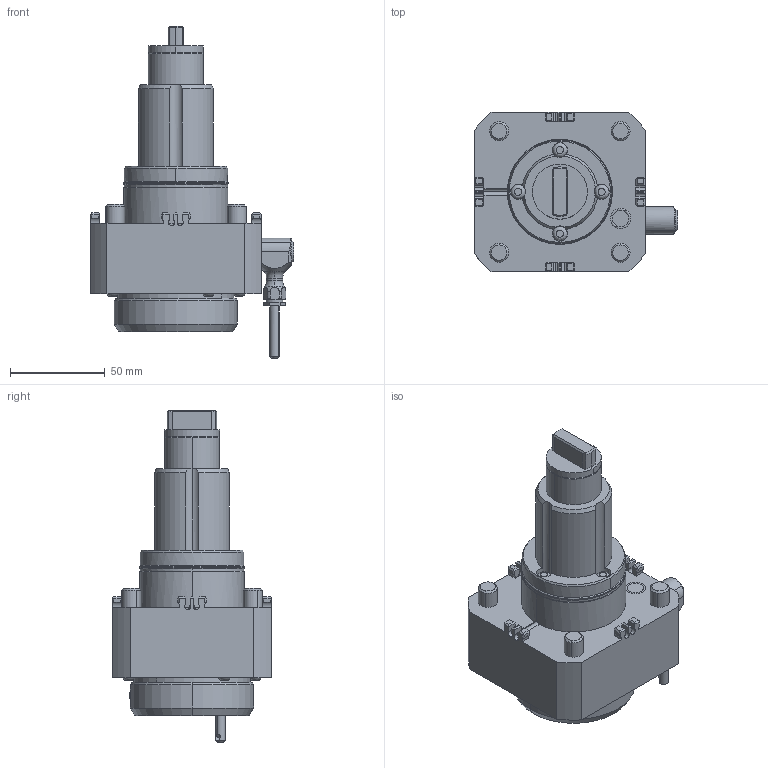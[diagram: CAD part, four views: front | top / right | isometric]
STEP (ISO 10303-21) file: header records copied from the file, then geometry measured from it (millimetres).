
FILE_DESCRIPTION(('HOOPS Exchange Step'),'2;1');
FILE_NAME('Modelcomposition.stp','2024-06-10T08:29:14+00:00',('toolarena-modelservice-ewspro'),('Unknown organisation'),'HOOPS Exchange 2021.2','HOOPS Exchange','Unknown authorisation');
FILE_SCHEMA( ('AP242_MANAGED_MODEL_BASED_3D_ENGINEERING_MIM_LF {1 0 10303 442 1 1 4 }') );
Length unit declared in the file: millimetre
Products named in the file (1): EWS_230082_DIN4003
Bounding box: 107 x 84 x 174.9 mm (x, y, z)
Volume: 478498.7 mm3; surface area: 49832 mm2
Topology: 1 solids, 1 shells, 367 faces, 919 edges, 581 vertices
Faces by surface type: plane 188, cylinder 102, cone 50, torus 18, bspline 9
Entity records: 11574 total; most frequent: CARTESIAN_POINT 2631, DIRECTION 1944, ORIENTED_EDGE 1838, EDGE_CURVE 919, AXIS2_PLACEMENT_3D 727, VERTEX_POINT 581, VECTOR 490, LINE 490
